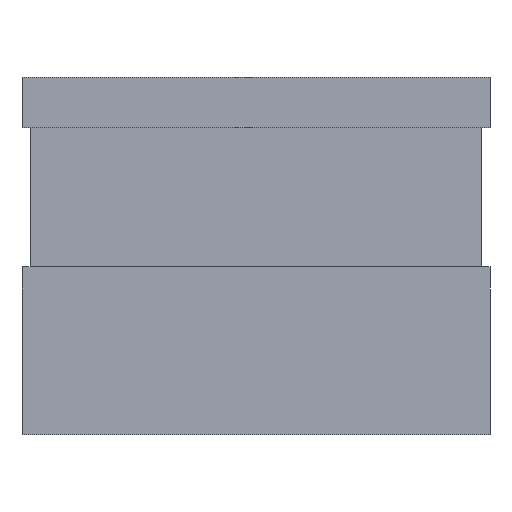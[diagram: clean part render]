
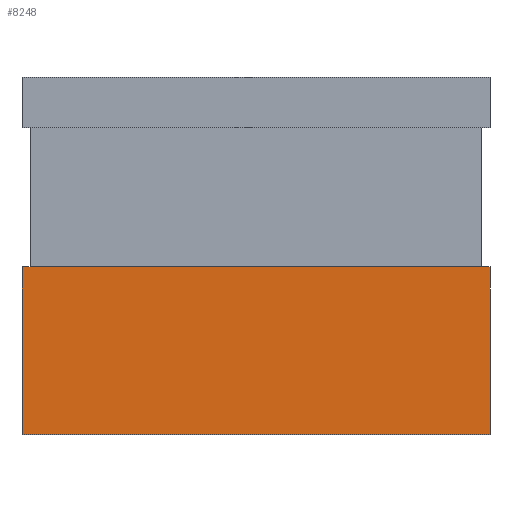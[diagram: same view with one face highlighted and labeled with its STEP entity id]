
A CAD part, left-side view. The second image highlights one B-rep face of the part: STEP entity #8248.
In plain terms, the highlighted planar face has unit normal (-1, 0, 0).
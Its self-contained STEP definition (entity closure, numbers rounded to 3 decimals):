
#164=DIRECTION('',(0.,1.,0.));
#165=VECTOR('',#164,2.79);
#166=CARTESIAN_POINT('',(-1.32,-1.395,-2.13));
#167=LINE('',#166,#165);
#255=DIRECTION('',(0.,0.,1.));
#256=VECTOR('',#255,1.);
#257=CARTESIAN_POINT('',(-1.32,-1.395,-2.13));
#258=LINE('',#257,#256);
#985=DIRECTION('',(0.,-1.,0.));
#986=VECTOR('',#985,2.79);
#987=CARTESIAN_POINT('',(-1.32,1.395,-1.13));
#988=LINE('',#987,#986);
#4127=DIRECTION('',(0.,0.,1.));
#4128=VECTOR('',#4127,1.);
#4129=CARTESIAN_POINT('',(-1.32,1.395,-2.13));
#4130=LINE('',#4129,#4128);
#4152=CARTESIAN_POINT('',(-1.32,-1.395,-2.13));
#4153=CARTESIAN_POINT('',(-1.32,1.395,-2.13));
#4154=VERTEX_POINT('',#4152);
#4155=VERTEX_POINT('',#4153);
#4160=CARTESIAN_POINT('',(-1.32,1.395,-1.13));
#4161=CARTESIAN_POINT('',(-1.32,-1.395,-1.13));
#4162=VERTEX_POINT('',#4160);
#4163=VERTEX_POINT('',#4161);
#8237=CARTESIAN_POINT('',(-1.32,1.395,-2.13));
#8238=DIRECTION('',(-1.,0.,0.));
#8239=DIRECTION('',(0.,-1.,0.));
#8240=AXIS2_PLACEMENT_3D('',#8237,#8238,#8239);
#8241=PLANE('',#8240);
#8242=ORIENTED_EDGE('',*,*,#4769,.T.);
#8243=ORIENTED_EDGE('',*,*,#4826,.T.);
#8244=ORIENTED_EDGE('',*,*,#4904,.T.);
#8245=ORIENTED_EDGE('',*,*,#4854,.F.);
#8246=EDGE_LOOP('',(#8242,#8243,#8244,#8245));
#8247=FACE_OUTER_BOUND('',#8246,.F.);
#4769=EDGE_CURVE('',#4154,#4155,#167,.T.);
#4826=EDGE_CURVE('',#4155,#4162,#4130,.T.);
#4854=EDGE_CURVE('',#4154,#4163,#258,.T.);
#4904=EDGE_CURVE('',#4162,#4163,#988,.T.);
#8248=ADVANCED_FACE('',(#8247),#8241,.T.);
